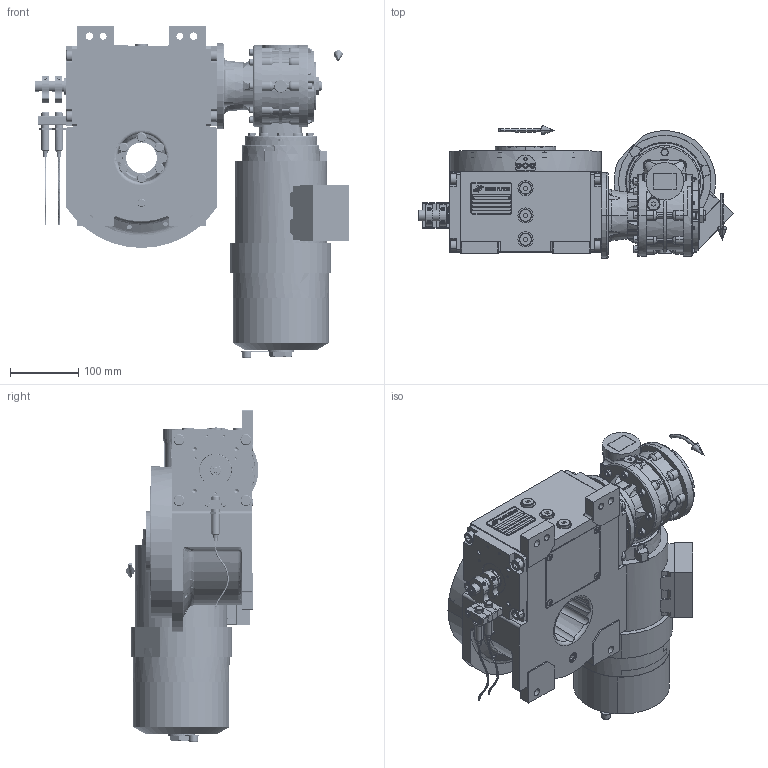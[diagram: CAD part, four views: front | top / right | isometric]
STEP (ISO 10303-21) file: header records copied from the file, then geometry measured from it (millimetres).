
FILE_DESCRIPTION (( 'STEP AP203' ), '1' );
FILE_NAME ('PC5200642.step', '2024-09-17T15:58:13', ( '' ), ( '' ), 'SwSTEP 2.0', 'SolidWorks 2020', '' );
FILE_SCHEMA (( 'CONFIG_CONTROL_DESIGN' ));
Length unit declared in the file: millimetre
Products named in the file (92): cfn2070_05_005; cfn2003_01_054; olio_agip_blasia_150; cfn2115_01_005; cfn2476_01_002_60x46; rig06_005_n_01; cfn2000_01_103; cfn2000_01_124; cfn2000_01_176; AS_rig06_071_10_m; AS_cfn2401_01_003; cfn2104_01_016; CFN2000_01_185.stp; cfn2158_01_010; cfn2151_01_290; AS_rig06_016; cfn2107_01_001; cfn2205_01_013; PC5200642; AS_rig06_004_s_001; rig06_016; rig06_071_10_m_asm.stp; AS_900_38_30_003; cfn2000_01_126; AS_900_38_11_06_4; rig06_004; CFN2203_02_001.stp; 900_38_11_06_4; rig06_002_bl_001; rig06_017; AS_rig06_004; cfn2128_04_004; AS_cfn2400_04_003; freccia_angolare_albero; cfn2155_01_056; CFN2356_03_047.stp; cfn2151_01_090; AS_cfn2476_01_002_60x46; cfn2155_01_303; AS_rig06_017 ...
Assembly tree (88 placements, depth 5):
  olio_agip_blasia_150
  cfn2158_01_010
  cfn2151_01_290
  cfn2205_01_013
  PC5200642
    rig06_001_a
    AS_cfn2476_01_002_60x46
      cfn2476_01_002_60x46
      cfn2107_01_001
      cfn2107_01_001
    AS_rig06_071_10_m
      rig06_071_10_m_asm.stp
        RIG06_005_ASM.stp
          RIG06_021_AF0.stp
          CFN2000_01_185.stp
          CFN2000_01_185.stp
          CFN2104_02_017.stp
        CFN2010_02_002.stp
      rig06_005_n_01
      cfn2155_01_303
      rig06_003_10
      cfn2104_01_016  x2
      cfn2000_01_124  x6
      cfn2000_01_124
      cfn2000_01_124
      cfn2000_01_124
      cfn2000_01_124
    AS_rig06_017
      rig06_017
      cfn2158_01_011
      cfn2000_01_126
      cfn2000_01_126
      cfn2000_01_126
      cfn2000_01_126
      cfn2000_01_126
      cfn2000_01_126
    AS_rig06_004_s_001
      rig06_004_s_001
      cfn2070_05_005
      cfn2000_01_103
      cfn2000_01_103
      cfn2000_01_103
      cfn2000_01_103
      cfn2155_01_056
    AS_rig06_004
      rig06_004
      cfn2070_05_005
      cfn2000_01_103
      cfn2000_01_103
      cfn2000_01_103
      cfn2000_01_103
      cfn2155_01_056
    AS_rig06_002_bl_001
      rig06_002_bl_001
      cfn2115_01_005
    cfn2128_04_004
    cfn2128_04_004
    cfn2128_04_004
    cfn2128_19_002
    AS_rig06_016
Bounding box: 460.91 x 194 x 486.18 mm (x, y, z)
Volume: 7969063.1 mm3; surface area: 1182050.4 mm2
Topology: 76 solids, 80 shells, 4002 faces, 10129 edges, 6482 vertices
Faces by surface type: plane 1827, cylinder 1353, cone 623, torus 169, bspline 24, sphere 6
Entity records: 139806 total; most frequent: CARTESIAN_POINT 39253, DIRECTION 19079, ORIENTED_EDGE 18834, EDGE_CURVE 9421, AXIS2_PLACEMENT_3D 6951, VERTEX_POINT 6097, LINE 5177, VECTOR 5177
